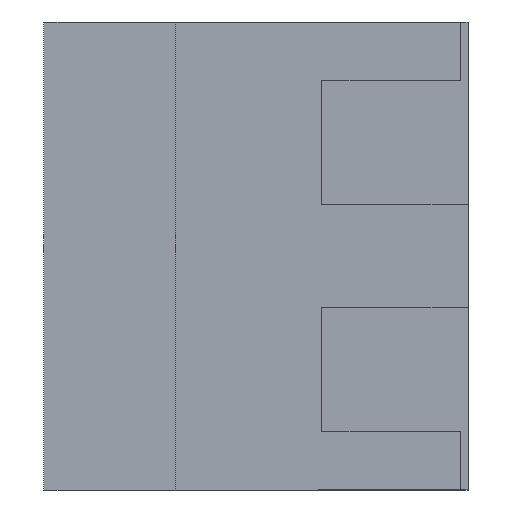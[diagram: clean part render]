
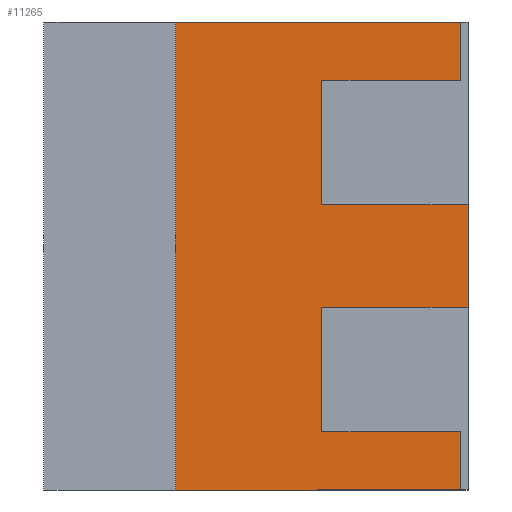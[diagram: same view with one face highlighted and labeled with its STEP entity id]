
A CAD part, left-side view. The second image highlights one B-rep face of the part: STEP entity #11265.
In plain terms, the highlighted planar face has unit normal (-1, 0, 0).
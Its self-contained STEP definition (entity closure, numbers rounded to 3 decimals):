
#12 = VERTEX_POINT ( 'NONE', #1934 ) ;
#736 = VERTEX_POINT ( 'NONE', #11593 ) ;
#747 = LINE ( 'NONE', #8515, #4420 ) ;
#1171 = DIRECTION ( 'NONE',  ( 0., 0., -1. ) ) ;
#1172 = CARTESIAN_POINT ( 'NONE',  ( -2.25, 0., 1.6 ) ) ;
#1226 = VERTEX_POINT ( 'NONE', #15936 ) ;
#1440 = LINE ( 'NONE', #1172, #6959 ) ;
#1532 = EDGE_CURVE ( 'NONE', #9413, #14678, #1440, .T. ) ;
#1766 = DIRECTION ( 'NONE',  ( 0., 1., 0. ) ) ;
#1780 = CARTESIAN_POINT ( 'NONE',  ( -2.25, 0., 1.2 ) ) ;
#1862 = VERTEX_POINT ( 'NONE', #14994 ) ;
#1934 = CARTESIAN_POINT ( 'NONE',  ( -2.25, 2., -1.6 ) ) ;
#2109 = LINE ( 'NONE', #16551, #15557 ) ;
#2394 = LINE ( 'NONE', #6478, #12767 ) ;
#2692 = LINE ( 'NONE', #4810, #12643 ) ;
#2735 = VERTEX_POINT ( 'NONE', #4139 ) ;
#2745 = FACE_OUTER_BOUND ( 'NONE', #6219, .T. ) ;
#2755 = VERTEX_POINT ( 'NONE', #14953 ) ;
#3216 = VECTOR ( 'NONE', #4443, 1000. ) ;
#3254 = DIRECTION ( 'NONE',  ( 0., 0., 1. ) ) ;
#3413 = VERTEX_POINT ( 'NONE', #10989 ) ;
#3497 = EDGE_CURVE ( 'NONE', #2755, #2735, #2692, .T. ) ;
#3593 = LINE ( 'NONE', #11194, #9884 ) ;
#3679 = CARTESIAN_POINT ( 'NONE',  ( -2.25, 0.05, -1.6 ) ) ;
#3856 = LINE ( 'NONE', #4670, #11370 ) ;
#3876 = VECTOR ( 'NONE', #12731, 1000. ) ;
#3941 = EDGE_CURVE ( 'NONE', #15558, #1862, #3856, .T. ) ;
#4074 = AXIS2_PLACEMENT_3D ( 'NONE', #10314, #8938, #1171 ) ;
#4139 = CARTESIAN_POINT ( 'NONE',  ( -2.25, 1., -1.2 ) ) ;
#4329 = LINE ( 'NONE', #3679, #12267 ) ;
#4420 = VECTOR ( 'NONE', #14374, 1000. ) ;
#4443 = DIRECTION ( 'NONE',  ( 0., -1., 0. ) ) ;
#4588 = EDGE_CURVE ( 'NONE', #2735, #3413, #747, .T. ) ;
#4670 = CARTESIAN_POINT ( 'NONE',  ( -2.25, 1., 1.2 ) ) ;
#4810 = CARTESIAN_POINT ( 'NONE',  ( -2.25, 0., -1.2 ) ) ;
#4832 = EDGE_CURVE ( 'NONE', #9384, #1226, #3593, .T. ) ;
#4934 = LINE ( 'NONE', #10007, #10196 ) ;
#5633 = EDGE_CURVE ( 'NONE', #9384, #12, #7348, .T. ) ;
#6038 = LINE ( 'NONE', #13875, #10874 ) ;
#6219 = EDGE_LOOP ( 'NONE', ( #9581, #16772, #16596, #12571, #15840, #11477, #13445, #6803, #14344, #7390, #9877, #16246 ) ) ;
#6383 = CARTESIAN_POINT ( 'NONE',  ( -2.25, 2., 1.6 ) ) ;
#6478 = CARTESIAN_POINT ( 'NONE',  ( -2.25, 0., 0.35 ) ) ;
#6564 = CARTESIAN_POINT ( 'NONE',  ( -2.25, 0., -0.35 ) ) ;
#6803 = ORIENTED_EDGE ( 'NONE', *, *, #8173, .T. ) ;
#6959 = VECTOR ( 'NONE', #14210, 1000. ) ;
#7348 = LINE ( 'NONE', #6383, #3876 ) ;
#7372 = EDGE_CURVE ( 'NONE', #1226, #736, #6038, .T. ) ;
#7390 = ORIENTED_EDGE ( 'NONE', *, *, #4832, .F. ) ;
#7798 = EDGE_CURVE ( 'NONE', #2755, #13088, #4329, .T. ) ;
#7974 = CARTESIAN_POINT ( 'NONE',  ( -2.25, 0., 0.35 ) ) ;
#8173 = EDGE_CURVE ( 'NONE', #1862, #736, #15019, .T. ) ;
#8515 = CARTESIAN_POINT ( 'NONE',  ( -2.25, 1., -1.2 ) ) ;
#8590 = DIRECTION ( 'NONE',  ( 0., -1., 0. ) ) ;
#8938 = DIRECTION ( 'NONE',  ( 1., 0., 0. ) ) ;
#9384 = VERTEX_POINT ( 'NONE', #10337 ) ;
#9413 = VERTEX_POINT ( 'NONE', #6564 ) ;
#9581 = ORIENTED_EDGE ( 'NONE', *, *, #7798, .F. ) ;
#9877 = ORIENTED_EDGE ( 'NONE', *, *, #5633, .T. ) ;
#9884 = VECTOR ( 'NONE', #8590, 1000. ) ;
#10007 = CARTESIAN_POINT ( 'NONE',  ( -2.25, 0., -0.35 ) ) ;
#10196 = VECTOR ( 'NONE', #15264, 1000. ) ;
#10314 = CARTESIAN_POINT ( 'NONE',  ( -2.25, 2.9, 1.6 ) ) ;
#10337 = CARTESIAN_POINT ( 'NONE',  ( -2.25, 2., 1.6 ) ) ;
#10368 = DIRECTION ( 'NONE',  ( 0., -1., 0. ) ) ;
#10646 = CARTESIAN_POINT ( 'NONE',  ( -2.25, 0.05, -1.6 ) ) ;
#10874 = VECTOR ( 'NONE', #16917, 1000. ) ;
#10989 = CARTESIAN_POINT ( 'NONE',  ( -2.25, 1., -0.35 ) ) ;
#11194 = CARTESIAN_POINT ( 'NONE',  ( -2.25, 2.9, 1.6 ) ) ;
#11265 = ADVANCED_FACE ( 'NONE', ( #2745 ), #16784, .F. ) ;
#11370 = VECTOR ( 'NONE', #3254, 1000. ) ;
#11477 = ORIENTED_EDGE ( 'NONE', *, *, #14696, .T. ) ;
#11593 = CARTESIAN_POINT ( 'NONE',  ( -2.25, 0.05, 1.2 ) ) ;
#11747 = EDGE_CURVE ( 'NONE', #3413, #9413, #4934, .T. ) ;
#12267 = VECTOR ( 'NONE', #12605, 1000. ) ;
#12571 = ORIENTED_EDGE ( 'NONE', *, *, #11747, .T. ) ;
#12605 = DIRECTION ( 'NONE',  ( 0., 0., -1. ) ) ;
#12643 = VECTOR ( 'NONE', #15048, 1000. ) ;
#12731 = DIRECTION ( 'NONE',  ( 0., 0., -1. ) ) ;
#12767 = VECTOR ( 'NONE', #1766, 1000. ) ;
#13088 = VERTEX_POINT ( 'NONE', #10646 ) ;
#13445 = ORIENTED_EDGE ( 'NONE', *, *, #3941, .T. ) ;
#13631 = CARTESIAN_POINT ( 'NONE',  ( -2.25, 1., 0.35 ) ) ;
#13875 = CARTESIAN_POINT ( 'NONE',  ( -2.25, 0.05, 1.6 ) ) ;
#14210 = DIRECTION ( 'NONE',  ( 0., 0., 1. ) ) ;
#14344 = ORIENTED_EDGE ( 'NONE', *, *, #7372, .F. ) ;
#14374 = DIRECTION ( 'NONE',  ( 0., 0., 1. ) ) ;
#14678 = VERTEX_POINT ( 'NONE', #7974 ) ;
#14696 = EDGE_CURVE ( 'NONE', #14678, #15558, #2394, .T. ) ;
#14953 = CARTESIAN_POINT ( 'NONE',  ( -2.25, 0.05, -1.2 ) ) ;
#14994 = CARTESIAN_POINT ( 'NONE',  ( -2.25, 1., 1.2 ) ) ;
#15019 = LINE ( 'NONE', #1780, #3216 ) ;
#15048 = DIRECTION ( 'NONE',  ( 0., 1., 0. ) ) ;
#15264 = DIRECTION ( 'NONE',  ( 0., -1., 0. ) ) ;
#15557 = VECTOR ( 'NONE', #10368, 1000. ) ;
#15558 = VERTEX_POINT ( 'NONE', #13631 ) ;
#15840 = ORIENTED_EDGE ( 'NONE', *, *, #1532, .T. ) ;
#15936 = CARTESIAN_POINT ( 'NONE',  ( -2.25, 0.05, 1.6 ) ) ;
#16246 = ORIENTED_EDGE ( 'NONE', *, *, #16300, .T. ) ;
#16300 = EDGE_CURVE ( 'NONE', #12, #13088, #2109, .T. ) ;
#16551 = CARTESIAN_POINT ( 'NONE',  ( -2.25, 2.9, -1.6 ) ) ;
#16596 = ORIENTED_EDGE ( 'NONE', *, *, #4588, .T. ) ;
#16772 = ORIENTED_EDGE ( 'NONE', *, *, #3497, .T. ) ;
#16784 = PLANE ( 'NONE',  #4074 ) ;
#16917 = DIRECTION ( 'NONE',  ( 0., 0., -1. ) ) ;
